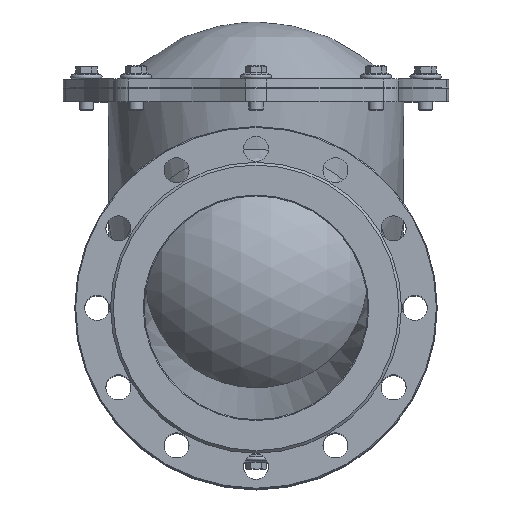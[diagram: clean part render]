
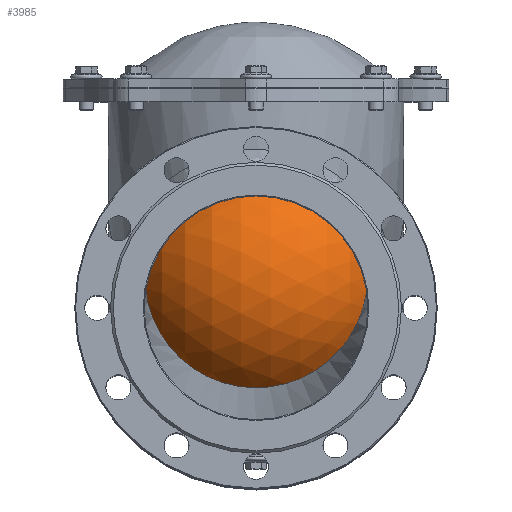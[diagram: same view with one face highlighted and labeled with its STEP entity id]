
A CAD part, top view. The second image highlights one B-rep face of the part: STEP entity #3985.
In plain terms, the highlighted spherical face has radius 143.571 mm.
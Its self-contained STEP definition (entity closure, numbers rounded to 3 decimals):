
#526=SPHERICAL_SURFACE('',#4425,143.571);
#904=FACE_OUTER_BOUND('',#1145,.T.);
#1145=EDGE_LOOP('',(#3137,#3138));
#1400=B_SPLINE_CURVE_WITH_KNOTS('',3,(#8349,#8350,#8351,#8352,#8353,#8354,
#8355,#8356,#8357,#8358,#8359,#8360,#8361,#8362,#8363,#8364,#8365,#8366,
#8367,#8368,#8369,#8370,#8371,#8372,#8373,#8374,#8375,#8376,#8377,#8378,
#8379,#8380,#8381,#8382),.UNSPECIFIED.,.F.,.F.,(4,2,2,2,2,2,2,2,2,2,2,2,
2,2,2,2,4),(0.,2.407,4.815,7.222,9.63,
11.987,14.344,16.701,19.059,21.416,
23.773,26.13,28.488,30.895,33.303,
35.71,38.117),.UNSPECIFIED.);
#1401=B_SPLINE_CURVE_WITH_KNOTS('',3,(#8383,#8384,#8385,#8386,#8387,#8388,
#8389,#8390,#8391,#8392,#8393,#8394,#8395,#8396,#8397,#8398,#8399,#8400,
#8401,#8402,#8403,#8404,#8405,#8406,#8407,#8408,#8409,#8410,#8411,#8412,
#8413,#8414,#8415,#8416),.UNSPECIFIED.,.F.,.F.,(4,2,2,2,2,2,2,2,2,2,2,2,
2,2,2,2,4),(38.117,40.501,42.885,45.269,
47.653,50.005,52.357,54.71,57.062,
59.414,61.766,64.118,66.47,68.854,
71.238,73.622,76.006),.UNSPECIFIED.);
#1825=VERTEX_POINT('',#8347);
#1826=VERTEX_POINT('',#8348);
#2295=EDGE_CURVE('',#1825,#1826,#1400,.T.);
#2296=EDGE_CURVE('',#1826,#1825,#1401,.T.);
#3137=ORIENTED_EDGE('',*,*,#2295,.F.);
#3138=ORIENTED_EDGE('',*,*,#2296,.F.);
#3985=ADVANCED_FACE('',(#904),#526,.T.);
#4425=AXIS2_PLACEMENT_3D('',#8346,#5214,#5215);
#5214=DIRECTION('center_axis',(1.,0.,0.));
#5215=DIRECTION('ref_axis',(0.,-1.,0.));
#8346=CARTESIAN_POINT('Origin',(0.,30.309,163.509));
#8347=CARTESIAN_POINT('',(-125.,37.046,233.809));
#8348=CARTESIAN_POINT('',(125.,37.046,233.809));
#8349=CARTESIAN_POINT('Ctrl Pts',(-125.,37.046,233.809));
#8350=CARTESIAN_POINT('Ctrl Pts',(-125.,45.034,233.043));
#8351=CARTESIAN_POINT('Ctrl Pts',(-124.238,53.293,232.211));
#8352=CARTESIAN_POINT('Ctrl Pts',(-121.035,69.721,230.446));
#8353=CARTESIAN_POINT('Ctrl Pts',(-118.594,77.89,229.514));
#8354=CARTESIAN_POINT('Ctrl Pts',(-112.144,93.563,227.602));
#8355=CARTESIAN_POINT('Ctrl Pts',(-108.129,101.078,226.621));
#8356=CARTESIAN_POINT('Ctrl Pts',(-98.85,114.984,224.681));
#8357=CARTESIAN_POINT('Ctrl Pts',(-93.585,121.375,223.723));
#8358=CARTESIAN_POINT('Ctrl Pts',(-82.469,132.578,221.94));
#8359=CARTESIAN_POINT('Ctrl Pts',(-76.255,137.801,221.051));
#8360=CARTESIAN_POINT('Ctrl Pts',(-62.71,147.037,219.387));
#8361=CARTESIAN_POINT('Ctrl Pts',(-55.381,151.05,218.613));
#8362=CARTESIAN_POINT('Ctrl Pts',(-40.069,157.515,217.314));
#8363=CARTESIAN_POINT('Ctrl Pts',(-32.074,159.972,216.79));
#8364=CARTESIAN_POINT('Ctrl Pts',(-15.968,163.201,216.091));
#8365=CARTESIAN_POINT('Ctrl Pts',(-7.858,163.972,215.917));
#8366=CARTESIAN_POINT('Ctrl Pts',(7.858,163.972,215.917));
#8367=CARTESIAN_POINT('Ctrl Pts',(15.968,163.201,216.091));
#8368=CARTESIAN_POINT('Ctrl Pts',(32.074,159.972,216.79));
#8369=CARTESIAN_POINT('Ctrl Pts',(40.069,157.515,217.314));
#8370=CARTESIAN_POINT('Ctrl Pts',(55.381,151.05,218.613));
#8371=CARTESIAN_POINT('Ctrl Pts',(62.71,147.037,219.387));
#8372=CARTESIAN_POINT('Ctrl Pts',(76.255,137.801,221.051));
#8373=CARTESIAN_POINT('Ctrl Pts',(82.469,132.578,221.94));
#8374=CARTESIAN_POINT('Ctrl Pts',(93.585,121.375,223.723));
#8375=CARTESIAN_POINT('Ctrl Pts',(98.85,114.984,224.681));
#8376=CARTESIAN_POINT('Ctrl Pts',(108.129,101.078,226.621));
#8377=CARTESIAN_POINT('Ctrl Pts',(112.144,93.563,227.602));
#8378=CARTESIAN_POINT('Ctrl Pts',(118.594,77.89,229.514));
#8379=CARTESIAN_POINT('Ctrl Pts',(121.035,69.721,230.446));
#8380=CARTESIAN_POINT('Ctrl Pts',(124.238,53.293,232.211));
#8381=CARTESIAN_POINT('Ctrl Pts',(125.,45.034,233.043));
#8382=CARTESIAN_POINT('Ctrl Pts',(125.,37.046,233.809));
#8383=CARTESIAN_POINT('Ctrl Pts',(125.,37.046,233.809));
#8384=CARTESIAN_POINT('Ctrl Pts',(125.,29.136,234.567));
#8385=CARTESIAN_POINT('Ctrl Pts',(124.253,20.947,235.311));
#8386=CARTESIAN_POINT('Ctrl Pts',(121.091,4.645,236.722));
#8387=CARTESIAN_POINT('Ctrl Pts',(118.678,-3.47,237.39));
#8388=CARTESIAN_POINT('Ctrl Pts',(112.279,-19.043,238.619));
#8389=CARTESIAN_POINT('Ctrl Pts',(108.29,-26.514,239.182));
#8390=CARTESIAN_POINT('Ctrl Pts',(99.052,-40.336,240.19));
#8391=CARTESIAN_POINT('Ctrl Pts',(93.803,-46.686,240.635));
#8392=CARTESIAN_POINT('Ctrl Pts',(82.67,-57.853,241.4));
#8393=CARTESIAN_POINT('Ctrl Pts',(76.421,-63.065,241.747));
#8394=CARTESIAN_POINT('Ctrl Pts',(62.809,-72.257,242.346));
#8395=CARTESIAN_POINT('Ctrl Pts',(55.446,-76.238,242.6));
#8396=CARTESIAN_POINT('Ctrl Pts',(40.081,-82.634,243.002));
#8397=CARTESIAN_POINT('Ctrl Pts',(32.067,-85.055,243.151));
#8398=CARTESIAN_POINT('Ctrl Pts',(15.947,-88.231,243.347));
#8399=CARTESIAN_POINT('Ctrl Pts',(7.84,-88.985,243.393));
#8400=CARTESIAN_POINT('Ctrl Pts',(-7.84,-88.985,243.393));
#8401=CARTESIAN_POINT('Ctrl Pts',(-15.947,-88.231,243.347));
#8402=CARTESIAN_POINT('Ctrl Pts',(-32.067,-85.055,243.151));
#8403=CARTESIAN_POINT('Ctrl Pts',(-40.081,-82.634,243.002));
#8404=CARTESIAN_POINT('Ctrl Pts',(-55.446,-76.238,242.6));
#8405=CARTESIAN_POINT('Ctrl Pts',(-62.809,-72.257,242.346));
#8406=CARTESIAN_POINT('Ctrl Pts',(-76.421,-63.065,241.747));
#8407=CARTESIAN_POINT('Ctrl Pts',(-82.67,-57.853,241.4));
#8408=CARTESIAN_POINT('Ctrl Pts',(-93.803,-46.686,240.635));
#8409=CARTESIAN_POINT('Ctrl Pts',(-99.052,-40.336,240.19));
#8410=CARTESIAN_POINT('Ctrl Pts',(-108.29,-26.514,239.182));
#8411=CARTESIAN_POINT('Ctrl Pts',(-112.279,-19.043,238.619));
#8412=CARTESIAN_POINT('Ctrl Pts',(-118.678,-3.47,237.39));
#8413=CARTESIAN_POINT('Ctrl Pts',(-121.091,4.645,236.722));
#8414=CARTESIAN_POINT('Ctrl Pts',(-124.253,20.947,235.311));
#8415=CARTESIAN_POINT('Ctrl Pts',(-125.,29.136,234.567));
#8416=CARTESIAN_POINT('Ctrl Pts',(-125.,37.046,233.809));
